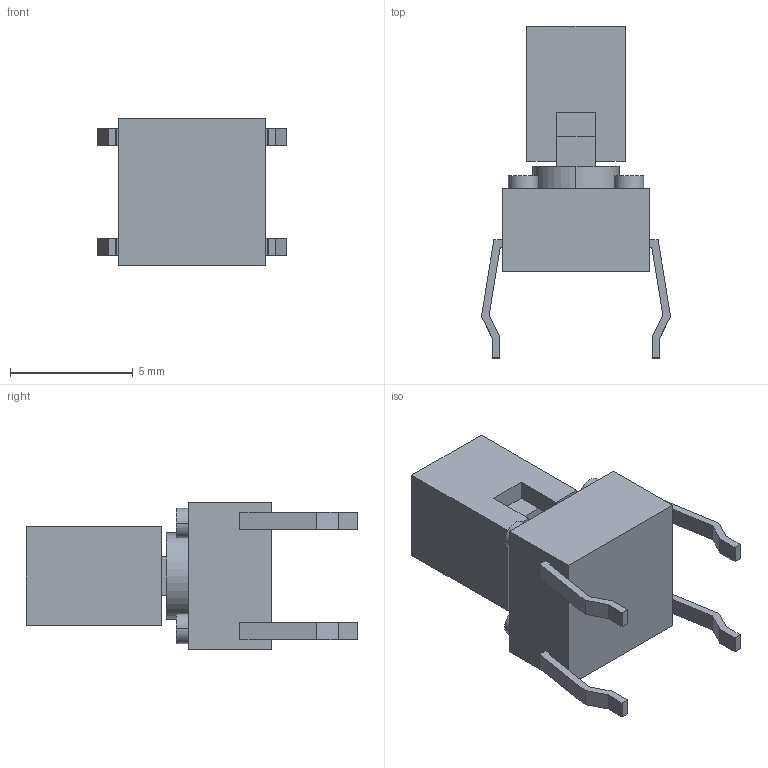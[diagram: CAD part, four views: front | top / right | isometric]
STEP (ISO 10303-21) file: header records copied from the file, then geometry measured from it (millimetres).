
FILE_DESCRIPTION (( 'STEP AP203' ), '1' );
FILE_NAME ('B3F_1050.step', '2013-07-18T10:36:00', ( 'OSMC1.0 TAKUMI' ), ( 'TAKUMI-Engniaring' ), 'SwSTEP 2.0', 'SolidWorks 2002025', '' );
FILE_SCHEMA (( 'CONFIG_CONTROL_DESIGN' ));
Length unit declared in the file: millimetre
Products named in the file (4): B3F_1050; B3F_1050_BUTTON; B32_1000; B3F_1050_BASE
Assembly tree (3 placements, depth 2):
  B3F_1050
    B3F_1050_BASE
    B3F_1050_BUTTON
    B32_1000
Bounding box: 7.7 x 13.5 x 6 mm (x, y, z)
Volume: 199.9 mm3; surface area: 445.8 mm2
Topology: 3 solids, 3 shells, 104 faces, 258 edges, 172 vertices
Faces by surface type: plane 90, cylinder 14
Entity records: 3464 total; most frequent: CARTESIAN_POINT 540, ORIENTED_EDGE 516, DIRECTION 506, EDGE_CURVE 258, LINE 230, VECTOR 230, VERTEX_POINT 172, AXIS2_PLACEMENT_3D 138
